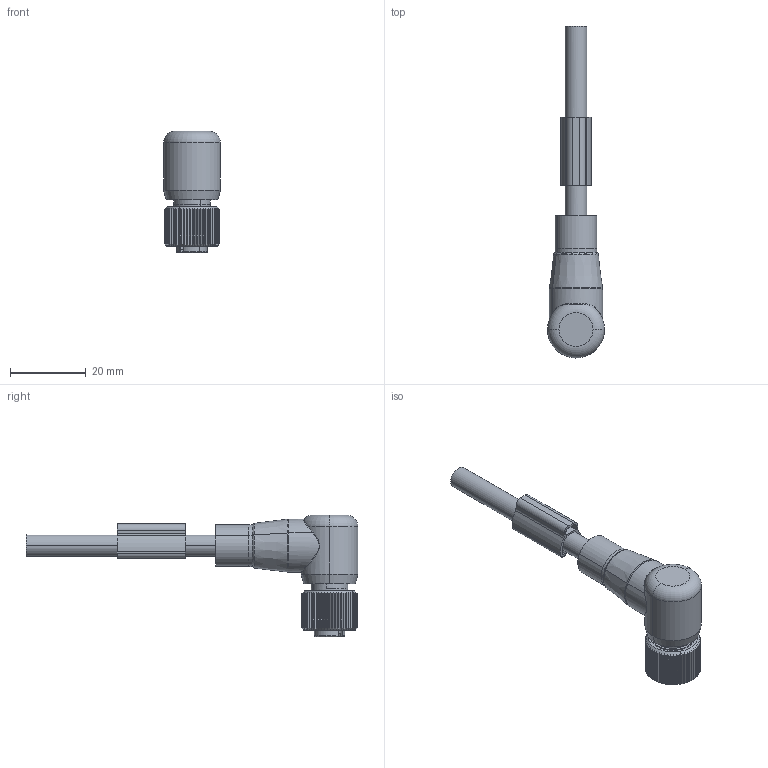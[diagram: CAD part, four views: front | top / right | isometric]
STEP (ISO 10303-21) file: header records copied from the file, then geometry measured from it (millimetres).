
FILE_DESCRIPTION(('CATIA V5 STEP Exchange','CAx-IF Rec.Pracs.--- Model Styling and Organization---1.5--- 2016-08-15','CAx-IF Rec.Pracs.---Supplemental Geometry---1.0---2011-11-01','CAx-IF Rec.Pracs.--- Composite Materials ---1.1---2010-07-15'),'2;1');
FILE_NAME ('1299135-4_0', '2025-11-10T08:31:56+00:00', ('none'), ('Weidmueller'), 'CATIA Version 5-6 Release 2024 SP4', 'CATIA V5 STEP AP214 v3', 'none');
FILE_SCHEMA(('AUTOMOTIVE_DESIGN { 1 0 10303 214 1 1 1 1 }'));
Length unit declared in the file: millimetre
Products named in the file (1): 2776760000
Bounding box: 15 x 87.5 x 32 mm (x, y, z)
Volume: 9031.9 mm3; surface area: 5613.5 mm2
Topology: 1 solids, 7 shells, 475 faces, 1287 edges, 836 vertices
Faces by surface type: plane 208, cylinder 180, cone 42, bspline 20, torus 20, revolution 5
Entity records: 16264 total; most frequent: CARTESIAN_POINT 5468, ORIENTED_EDGE 2570, DIRECTION 1508, EDGE_CURVE 1285, VERTEX_POINT 836, AXIS2_PLACEMENT_3D 742, EDGE_LOOP 506, ADVANCED_FACE 475
